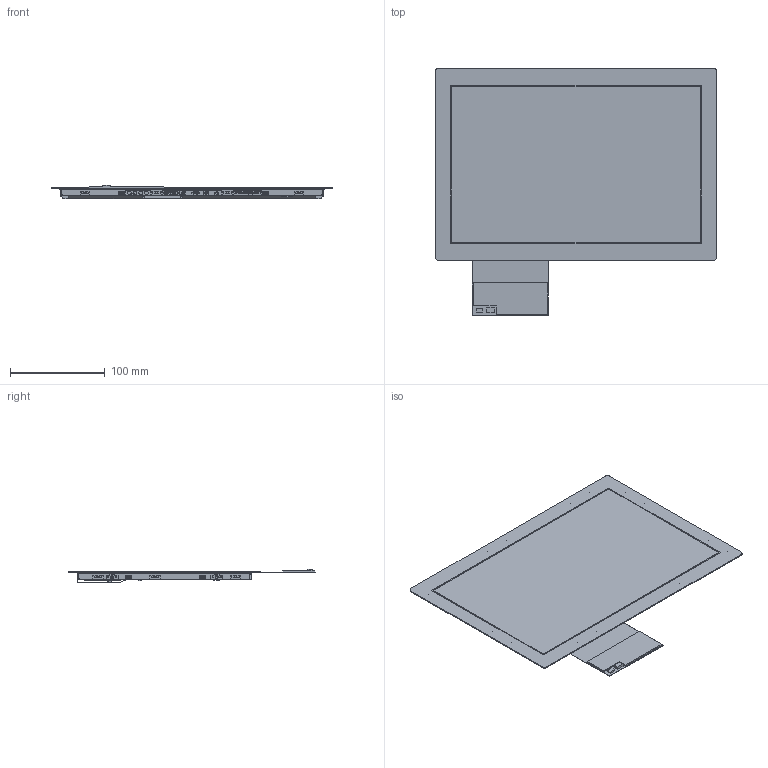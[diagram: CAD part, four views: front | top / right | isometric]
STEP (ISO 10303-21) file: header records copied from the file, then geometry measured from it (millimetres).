
FILE_DESCRIPTION(/* description */ (''),/* implementation_level */ '2;1');
FILE_NAME(/* name */ 'TK-SPA121WX-111.stp',/* time_stamp */ '2025-12-01T12:56:36+09:00',/* author */ ('KIKOU-CAD3'),/* organization */ (''),/* preprocessor_version */ 'ST-DEVELOPER v20',/* originating_system */ 'Autodesk Inventor 2024',/* authorisation */ '');
FILE_SCHEMA (('AUTOMOTIVE_DESIGN { 1 0 10303 214 3 1 1 }'));
Products named in the file (1): TK-SPA121WX-111
Bounding box: 296 x 260.1 x 13.89 mm (x, y, z)
Volume: 221411.7 mm3; surface area: 333559.9 mm2
Topology: 1 solids, 1 shells, 4407 faces, 11661 edges, 7165 vertices
Faces by surface type: plane 2987, cylinder 1097, sphere 126, bspline 113, torus 72, cone 12
Full cylindrical faces by diameter (mm): 1 x4, 1.8 x4, 2 x6, 2.1 x1, 3 x6, 3.2 x4, 4 x4, 5.03 x2
Entity records: 141984 total; most frequent: CARTESIAN_POINT 31762, ORIENTED_EDGE 23318, DIRECTION 22460, EDGE_CURVE 11659, LINE 9100, VECTOR 9100, VERTEX_POINT 7165, AXIS2_PLACEMENT_3D 6680
